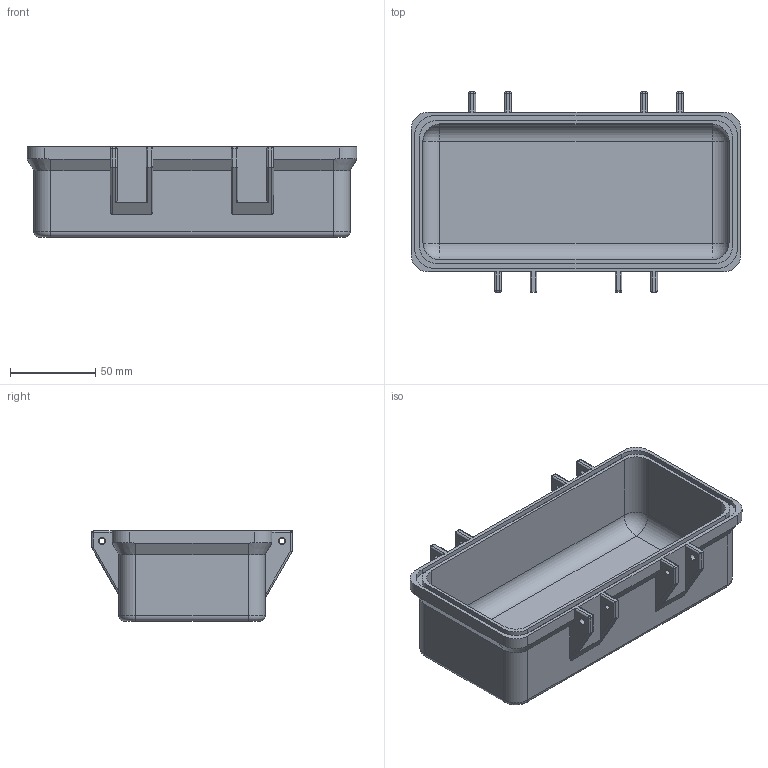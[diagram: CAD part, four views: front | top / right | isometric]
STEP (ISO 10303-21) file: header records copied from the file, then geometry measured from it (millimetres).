
FILE_DESCRIPTION (( 'STEP AP214' ), '1' );
FILE_NAME ('Haimer Case Base.STEP', '2024-12-24T13:32:45', ( '' ), ( '' ), 'SwSTEP 2.0', 'SolidWorks 2020', '' );
FILE_SCHEMA (( 'AUTOMOTIVE_DESIGN' ));
Length unit declared in the file: millimetre
Products named in the file (1): Haimer Case Base
Bounding box: 194 x 118 x 53 mm (x, y, z)
Volume: 173197.5 mm3; surface area: 93608.5 mm2
Topology: 1 solids, 1 shells, 195 faces, 502 edges, 296 vertices
Faces by surface type: cylinder 98, plane 73, sphere 16, torus 4, cone 4
Entity records: 5790 total; most frequent: CARTESIAN_POINT 1110, DIRECTION 982, ORIENTED_EDGE 972, EDGE_CURVE 486, AXIS2_PLACEMENT_3D 344, VERTEX_POINT 296, LINE 294, VECTOR 294
